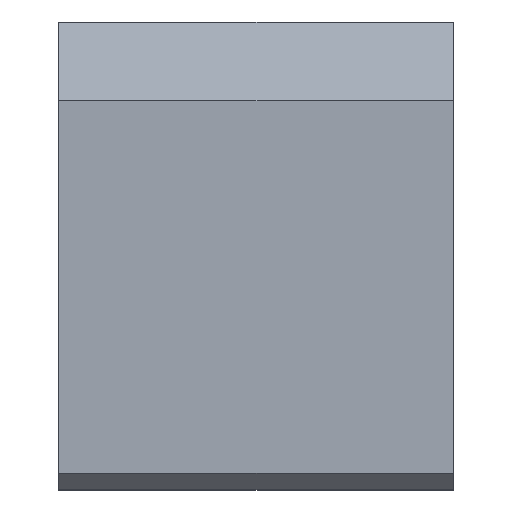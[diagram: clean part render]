
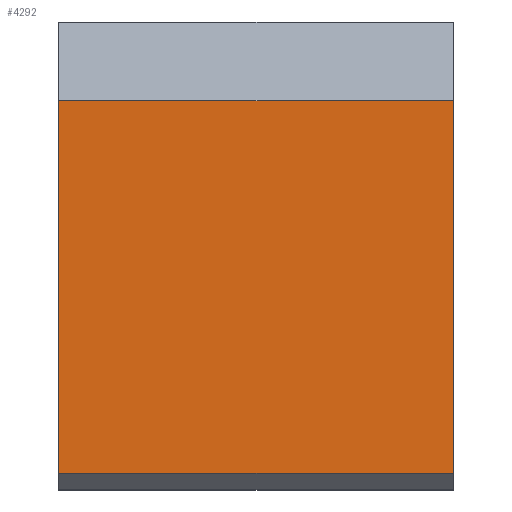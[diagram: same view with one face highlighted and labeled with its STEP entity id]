
A CAD part, top view. The second image highlights one B-rep face of the part: STEP entity #4292.
In plain terms, the highlighted planar face has unit normal (0, 0, 1).
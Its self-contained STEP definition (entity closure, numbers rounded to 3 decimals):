
#611=FACE_OUTER_BOUND('',#852,.T.);
#852=EDGE_LOOP('',(#3913,#3914,#3915,#3916));
#1162=LINE('',#8162,#1553);
#1191=LINE('',#8216,#1582);
#1246=LINE('',#8553,#1637);
#1248=LINE('',#8557,#1639);
#1553=VECTOR('',#4857,10.);
#1582=VECTOR('',#4896,10.);
#1637=VECTOR('',#4997,10.);
#1639=VECTOR('',#5003,10.);
#2010=VERTEX_POINT('',#8159);
#2011=VERTEX_POINT('',#8161);
#2030=VERTEX_POINT('',#8213);
#2031=VERTEX_POINT('',#8215);
#2606=EDGE_CURVE('',#2010,#2011,#1162,.T.);
#2635=EDGE_CURVE('',#2031,#2030,#1191,.T.);
#2692=EDGE_CURVE('',#2031,#2010,#1246,.T.);
#2694=EDGE_CURVE('',#2011,#2030,#1248,.T.);
#3913=ORIENTED_EDGE('',*,*,#2692,.F.);
#3914=ORIENTED_EDGE('',*,*,#2635,.T.);
#3915=ORIENTED_EDGE('',*,*,#2694,.F.);
#3916=ORIENTED_EDGE('',*,*,#2606,.F.);
#4064=PLANE('',#4413);
#4292=ADVANCED_FACE('',(#611),#4064,.T.);
#4413=AXIS2_PLACEMENT_3D('',#8559,#5005,#5006);
#4857=DIRECTION('',(0.,1.,0.));
#4896=DIRECTION('',(0.,1.,0.));
#4997=DIRECTION('',(-1.,0.,0.));
#5003=DIRECTION('',(1.,0.,0.));
#5005=DIRECTION('center_axis',(0.,0.,1.));
#5006=DIRECTION('ref_axis',(0.,1.,0.));
#8159=CARTESIAN_POINT('',(-49.966,66.42,-28.348));
#8161=CARTESIAN_POINT('',(-49.966,90.,-28.348));
#8162=CARTESIAN_POINT('',(-49.966,66.111,-28.348));
#8213=CARTESIAN_POINT('',(-24.966,90.,-28.348));
#8215=CARTESIAN_POINT('',(-24.966,66.42,-28.348));
#8216=CARTESIAN_POINT('',(-24.966,66.111,-28.348));
#8553=CARTESIAN_POINT('',(-24.966,66.42,-28.348));
#8557=CARTESIAN_POINT('',(-24.966,90.,-28.348));
#8559=CARTESIAN_POINT('Origin',(-24.966,65.42,-28.348));
